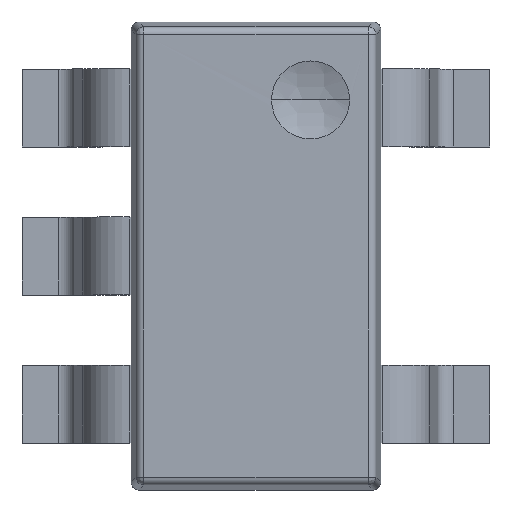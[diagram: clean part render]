
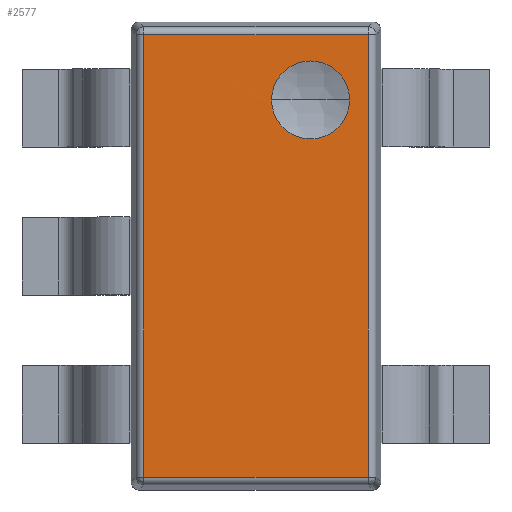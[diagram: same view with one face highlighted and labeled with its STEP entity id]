
A CAD part, top view. The second image highlights one B-rep face of the part: STEP entity #2577.
In plain terms, the highlighted planar face has unit normal (0, 0, 1).
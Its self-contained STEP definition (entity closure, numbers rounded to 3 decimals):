
#75 = DIRECTION ( 'NONE',  ( 0., 0., -1. ) ) ;
#137 = DIRECTION ( 'NONE',  ( 0., 0., 1. ) ) ;
#248 = ORIENTED_EDGE ( 'NONE', *, *, #332, .T. ) ;
#306 = VERTEX_POINT ( 'NONE', #700 ) ;
#307 = EDGE_CURVE ( 'NONE', #1377, #3179, #442, .T. ) ;
#332 = EDGE_CURVE ( 'NONE', #4017, #3128, #3784, .T. ) ;
#367 = ORIENTED_EDGE ( 'NONE', *, *, #1258, .T. ) ;
#374 = FACE_BOUND ( 'NONE', #2532, .T. ) ;
#442 = LINE ( 'NONE', #1036, #2925 ) ;
#470 = CARTESIAN_POINT ( 'NONE',  ( -0.8, 1.419, 1.3 ) ) ;
#674 = DIRECTION ( 'NONE',  ( 1., 0., 0. ) ) ;
#690 = DIRECTION ( 'NONE',  ( 0., -1., 0. ) ) ;
#700 = CARTESIAN_POINT ( 'NONE',  ( -0.719, 1.419, 1.3 ) ) ;
#761 = EDGE_LOOP ( 'NONE', ( #3295, #1729, #1474, #367 ) ) ;
#768 = PLANE ( 'NONE',  #1810 ) ;
#825 = AXIS2_PLACEMENT_3D ( 'NONE', #3627, #1702, #3958 ) ;
#949 = LINE ( 'NONE', #470, #2558 ) ;
#1036 = CARTESIAN_POINT ( 'NONE',  ( 0.719, -1.5, 1.3 ) ) ;
#1131 = FACE_OUTER_BOUND ( 'NONE', #761, .T. ) ;
#1258 = EDGE_CURVE ( 'NONE', #3333, #1377, #2869, .T. ) ;
#1377 = VERTEX_POINT ( 'NONE', #3392 ) ;
#1474 = ORIENTED_EDGE ( 'NONE', *, *, #2411, .T. ) ;
#1702 = DIRECTION ( 'NONE',  ( 0., 0., -1. ) ) ;
#1705 = CARTESIAN_POINT ( 'NONE',  ( 0.719, 1.419, 1.3 ) ) ;
#1729 = ORIENTED_EDGE ( 'NONE', *, *, #3334, .T. ) ;
#1756 = DIRECTION ( 'NONE',  ( -1., 0., 0. ) ) ;
#1810 = AXIS2_PLACEMENT_3D ( 'NONE', #2067, #137, #2396 ) ;
#1894 = CIRCLE ( 'NONE', #2037, 0.25 ) ;
#1912 = VECTOR ( 'NONE', #674, 1000. ) ;
#1989 = CARTESIAN_POINT ( 'NONE',  ( -0.719, -1.5, 1.3 ) ) ;
#2002 = CARTESIAN_POINT ( 'NONE',  ( 0.35, 1., 1.3 ) ) ;
#2037 = AXIS2_PLACEMENT_3D ( 'NONE', #2002, #75, #2327 ) ;
#2067 = CARTESIAN_POINT ( 'NONE',  ( -0.8, -1.5, 1.3 ) ) ;
#2327 = DIRECTION ( 'NONE',  ( 1., 0., 0. ) ) ;
#2329 = DIRECTION ( 'NONE',  ( 0., 1., 0. ) ) ;
#2396 = DIRECTION ( 'NONE',  ( 1., 0., 0. ) ) ;
#2411 = EDGE_CURVE ( 'NONE', #306, #3333, #3257, .T. ) ;
#2532 = EDGE_LOOP ( 'NONE', ( #248, #2790 ) ) ;
#2558 = VECTOR ( 'NONE', #1756, 1000. ) ;
#2577 = ADVANCED_FACE ( 'NONE', ( #1131, #374 ), #768, .T. ) ;
#2661 = CARTESIAN_POINT ( 'NONE',  ( 0.6, 1., 1.299 ) ) ;
#2732 = CARTESIAN_POINT ( 'NONE',  ( -0.719, -1.419, 1.3 ) ) ;
#2790 = ORIENTED_EDGE ( 'NONE', *, *, #3580, .T. ) ;
#2869 = LINE ( 'NONE', #2928, #1912 ) ;
#2925 = VECTOR ( 'NONE', #2329, 1000. ) ;
#2928 = CARTESIAN_POINT ( 'NONE',  ( -0.8, -1.419, 1.3 ) ) ;
#2966 = CARTESIAN_POINT ( 'NONE',  ( 0.1, 1., 1.299 ) ) ;
#3128 = VERTEX_POINT ( 'NONE', #2661 ) ;
#3179 = VERTEX_POINT ( 'NONE', #1705 ) ;
#3257 = LINE ( 'NONE', #1989, #4122 ) ;
#3295 = ORIENTED_EDGE ( 'NONE', *, *, #307, .T. ) ;
#3333 = VERTEX_POINT ( 'NONE', #2732 ) ;
#3334 = EDGE_CURVE ( 'NONE', #3179, #306, #949, .T. ) ;
#3392 = CARTESIAN_POINT ( 'NONE',  ( 0.719, -1.419, 1.3 ) ) ;
#3580 = EDGE_CURVE ( 'NONE', #3128, #4017, #1894, .T. ) ;
#3627 = CARTESIAN_POINT ( 'NONE',  ( 0.35, 1., 1.3 ) ) ;
#3784 = CIRCLE ( 'NONE', #825, 0.25 ) ;
#3958 = DIRECTION ( 'NONE',  ( 1., 0., 0. ) ) ;
#4017 = VERTEX_POINT ( 'NONE', #2966 ) ;
#4122 = VECTOR ( 'NONE', #690, 1000. ) ;
